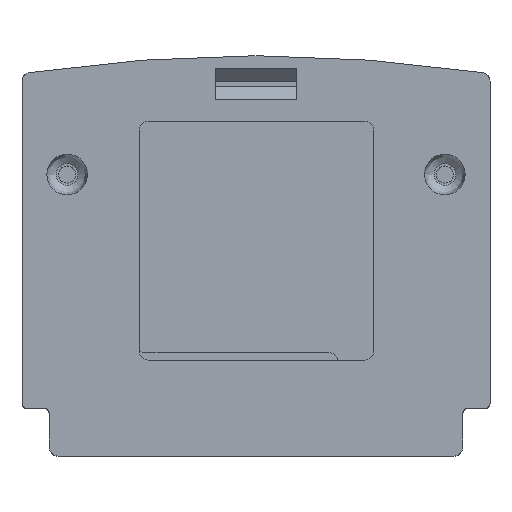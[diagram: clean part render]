
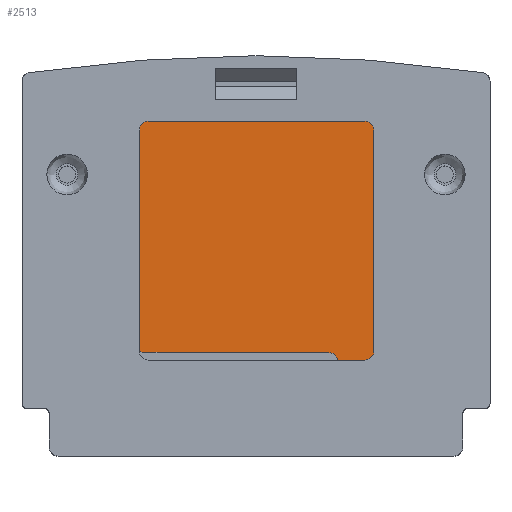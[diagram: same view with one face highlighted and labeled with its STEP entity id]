
A CAD part, top view. The second image highlights one B-rep face of the part: STEP entity #2513.
In plain terms, the highlighted planar face has unit normal (0, 0, 1).
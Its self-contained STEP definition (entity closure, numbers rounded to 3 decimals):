
#133=LINE('',#3875,#380);
#183=LINE('',#4105,#430);
#184=LINE('',#4107,#431);
#185=LINE('',#4109,#432);
#186=LINE('',#4113,#433);
#187=LINE('',#4117,#434);
#188=LINE('',#4121,#435);
#189=LINE('',#4124,#436);
#380=VECTOR('',#3034,10.);
#430=VECTOR('',#3170,10.);
#431=VECTOR('',#3171,10.);
#432=VECTOR('',#3172,10.);
#433=VECTOR('',#3175,10.);
#434=VECTOR('',#3178,10.);
#435=VECTOR('',#3181,10.);
#436=VECTOR('',#3184,10.);
#661=FACE_OUTER_BOUND('',#798,.T.);
#798=EDGE_LOOP('',(#1953,#1954,#1955,#1956,#1957,#1958,#1959,#1960,#1961,
#1962,#1963,#1964));
#951=CIRCLE('',#2720,1.);
#952=CIRCLE('',#2721,1.);
#953=CIRCLE('',#2722,1.);
#954=CIRCLE('',#2723,1.);
#1087=VERTEX_POINT('',#3872);
#1088=VERTEX_POINT('',#3874);
#1137=VERTEX_POINT('',#4104);
#1138=VERTEX_POINT('',#4106);
#1139=VERTEX_POINT('',#4108);
#1140=VERTEX_POINT('',#4110);
#1141=VERTEX_POINT('',#4112);
#1142=VERTEX_POINT('',#4114);
#1143=VERTEX_POINT('',#4116);
#1144=VERTEX_POINT('',#4118);
#1145=VERTEX_POINT('',#4120);
#1146=VERTEX_POINT('',#4122);
#1363=EDGE_CURVE('',#1087,#1088,#133,.T.);
#1437=EDGE_CURVE('',#1137,#1087,#183,.T.);
#1438=EDGE_CURVE('',#1138,#1137,#184,.T.);
#1439=EDGE_CURVE('',#1139,#1138,#185,.T.);
#1440=EDGE_CURVE('',#1140,#1139,#951,.T.);
#1441=EDGE_CURVE('',#1141,#1140,#186,.T.);
#1442=EDGE_CURVE('',#1142,#1141,#952,.T.);
#1443=EDGE_CURVE('',#1143,#1142,#187,.T.);
#1444=EDGE_CURVE('',#1144,#1143,#953,.T.);
#1445=EDGE_CURVE('',#1145,#1144,#188,.T.);
#1446=EDGE_CURVE('',#1146,#1145,#954,.T.);
#1447=EDGE_CURVE('',#1146,#1088,#189,.T.);
#1953=ORIENTED_EDGE('',*,*,#1437,.F.);
#1954=ORIENTED_EDGE('',*,*,#1438,.F.);
#1955=ORIENTED_EDGE('',*,*,#1439,.F.);
#1956=ORIENTED_EDGE('',*,*,#1440,.F.);
#1957=ORIENTED_EDGE('',*,*,#1441,.F.);
#1958=ORIENTED_EDGE('',*,*,#1442,.F.);
#1959=ORIENTED_EDGE('',*,*,#1443,.F.);
#1960=ORIENTED_EDGE('',*,*,#1444,.F.);
#1961=ORIENTED_EDGE('',*,*,#1445,.F.);
#1962=ORIENTED_EDGE('',*,*,#1446,.F.);
#1963=ORIENTED_EDGE('',*,*,#1447,.T.);
#1964=ORIENTED_EDGE('',*,*,#1363,.F.);
#2419=PLANE('',#2719);
#2513=ADVANCED_FACE('',(#661),#2419,.F.);
#2719=AXIS2_PLACEMENT_3D('',#4103,#3168,#3169);
#2720=AXIS2_PLACEMENT_3D('',#4111,#3173,#3174);
#2721=AXIS2_PLACEMENT_3D('',#4115,#3176,#3177);
#2722=AXIS2_PLACEMENT_3D('',#4119,#3179,#3180);
#2723=AXIS2_PLACEMENT_3D('',#4123,#3182,#3183);
#3034=DIRECTION('',(-1.,0.,0.));
#3168=DIRECTION('center_axis',(0.,0.,-1.));
#3169=DIRECTION('ref_axis',(-1.,0.,0.));
#3170=DIRECTION('',(0.,-1.,0.));
#3171=DIRECTION('',(0.,-1.,0.));
#3172=DIRECTION('',(0.,-1.,0.));
#3173=DIRECTION('center_axis',(0.,0.,-1.));
#3174=DIRECTION('ref_axis',(0.707,0.707,0.));
#3175=DIRECTION('',(1.,0.,0.));
#3176=DIRECTION('center_axis',(0.,0.,-1.));
#3177=DIRECTION('ref_axis',(-0.707,0.707,0.));
#3178=DIRECTION('',(0.,1.,0.));
#3179=DIRECTION('center_axis',(0.,0.,-1.));
#3180=DIRECTION('ref_axis',(-0.707,-0.707,0.));
#3181=DIRECTION('',(-1.,0.,0.));
#3182=DIRECTION('center_axis',(0.,0.,1.));
#3183=DIRECTION('ref_axis',(0.707,0.707,0.));
#3184=DIRECTION('',(0.,-1.,0.));
#3872=CARTESIAN_POINT('',(15.,-9.5,5.73));
#3874=CARTESIAN_POINT('',(10.472,-9.5,5.73));
#3875=CARTESIAN_POINT('',(-3.626,-9.5,5.73));
#4103=CARTESIAN_POINT('Origin',(1.5,8.,5.73));
#4104=CARTESIAN_POINT('',(15.,-5.,5.73));
#4105=CARTESIAN_POINT('',(15.,-8.5,5.73));
#4106=CARTESIAN_POINT('',(15.,-4.65,5.73));
#4107=CARTESIAN_POINT('',(15.,-1.169,5.73));
#4108=CARTESIAN_POINT('',(15.,21.,5.73));
#4109=CARTESIAN_POINT('',(15.,15.,5.73));
#4110=CARTESIAN_POINT('',(14.,22.,5.73));
#4111=CARTESIAN_POINT('Origin',(14.,21.,5.73));
#4112=CARTESIAN_POINT('',(-11.,22.,5.73));
#4113=CARTESIAN_POINT('',(-5.25,22.,5.73));
#4114=CARTESIAN_POINT('',(-12.,21.,5.73));
#4115=CARTESIAN_POINT('Origin',(-11.,21.,5.73));
#4116=CARTESIAN_POINT('',(-12.,-5.,5.73));
#4117=CARTESIAN_POINT('',(-12.,1.,5.73));
#4118=CARTESIAN_POINT('',(-11.,-6.,5.73));
#4119=CARTESIAN_POINT('Origin',(-11.,-5.,5.73));
#4120=CARTESIAN_POINT('',(9.472,-6.,5.73));
#4121=CARTESIAN_POINT('',(8.212,-6.,5.73));
#4122=CARTESIAN_POINT('',(10.472,-7.,5.73));
#4123=CARTESIAN_POINT('Origin',(9.472,-7.,5.73));
#4124=CARTESIAN_POINT('',(10.472,-8.5,5.73));
